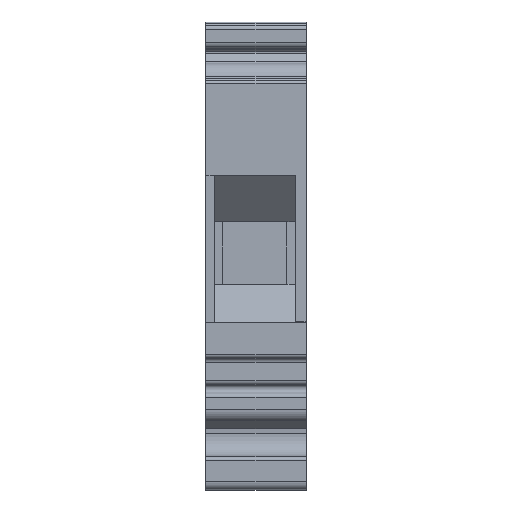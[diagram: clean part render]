
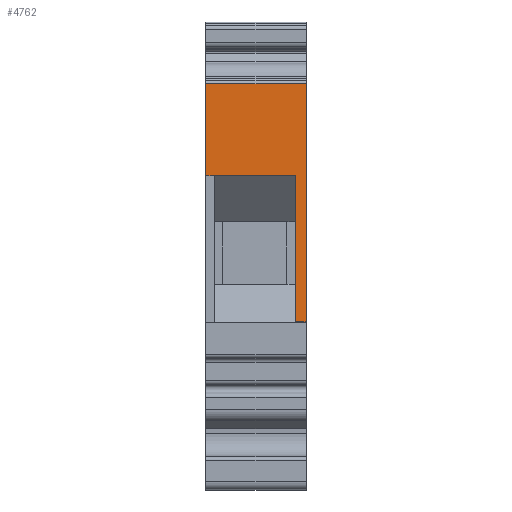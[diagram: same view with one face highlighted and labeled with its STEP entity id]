
A CAD part, left-side view. The second image highlights one B-rep face of the part: STEP entity #4762.
In plain terms, the highlighted planar face has unit normal (-1, 0, 0).
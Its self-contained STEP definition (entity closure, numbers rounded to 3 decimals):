
#31 = VECTOR ( 'NONE', #1863, 1000. ) ;
#34 = ORIENTED_EDGE ( 'NONE', *, *, #2383, .T. ) ;
#104 = EDGE_CURVE ( 'NONE', #5322, #3493, #3189, .T. ) ;
#131 = VECTOR ( 'NONE', #3851, 1000. ) ;
#373 = CARTESIAN_POINT ( 'NONE',  ( -41.35, 1.3, 31.3 ) ) ;
#469 = CARTESIAN_POINT ( 'NONE',  ( -41.35, 12., 31.3 ) ) ;
#530 = LINE ( 'NONE', #6104, #5350 ) ;
#726 = VECTOR ( 'NONE', #5103, 1000. ) ;
#895 = VECTOR ( 'NONE', #2841, 1000. ) ;
#900 = DIRECTION ( 'NONE',  ( 0., -1., 0. ) ) ;
#943 = LINE ( 'NONE', #2375, #131 ) ;
#1001 = CARTESIAN_POINT ( 'NONE',  ( -41.35, 12., 31.3 ) ) ;
#1032 = FACE_OUTER_BOUND ( 'NONE', #2177, .T. ) ;
#1274 = EDGE_CURVE ( 'NONE', #3735, #3493, #4949, .T. ) ;
#1286 = AXIS2_PLACEMENT_3D ( 'NONE', #1001, #2402, #4775 ) ;
#1341 = LINE ( 'NONE', #2275, #4372 ) ;
#1433 = EDGE_CURVE ( 'NONE', #3049, #2915, #530, .T. ) ;
#1500 = CARTESIAN_POINT ( 'NONE',  ( -41.35, 1.3, 31.3 ) ) ;
#1565 = CARTESIAN_POINT ( 'NONE',  ( -41.35, 0., 13.8 ) ) ;
#1586 = VERTEX_POINT ( 'NONE', #1607 ) ;
#1607 = CARTESIAN_POINT ( 'NONE',  ( -41.35, 11., 31.3 ) ) ;
#1849 = ORIENTED_EDGE ( 'NONE', *, *, #3701, .F. ) ;
#1863 = DIRECTION ( 'NONE',  ( 0., 0., 1. ) ) ;
#1924 = CARTESIAN_POINT ( 'NONE',  ( -41.35, 12., 42.305 ) ) ;
#2049 = CARTESIAN_POINT ( 'NONE',  ( -41.35, 0., 42.305 ) ) ;
#2057 = EDGE_CURVE ( 'NONE', #4721, #5322, #3197, .T. ) ;
#2177 = EDGE_LOOP ( 'NONE', ( #34, #1849, #3040, #3520, #4665, #5940, #2289, #3534 ) ) ;
#2225 = LINE ( 'NONE', #6003, #31 ) ;
#2275 = CARTESIAN_POINT ( 'NONE',  ( -41.35, 12., 31.3 ) ) ;
#2289 = ORIENTED_EDGE ( 'NONE', *, *, #104, .T. ) ;
#2375 = CARTESIAN_POINT ( 'NONE',  ( -41.35, 12., 42.305 ) ) ;
#2383 = EDGE_CURVE ( 'NONE', #3735, #4950, #2225, .T. ) ;
#2402 = DIRECTION ( 'NONE',  ( 1., 0., 0. ) ) ;
#2815 = CARTESIAN_POINT ( 'NONE',  ( -41.35, 1.3, 13.809 ) ) ;
#2841 = DIRECTION ( 'NONE',  ( 0., -1., 0. ) ) ;
#2915 = VERTEX_POINT ( 'NONE', #1924 ) ;
#3040 = ORIENTED_EDGE ( 'NONE', *, *, #1433, .F. ) ;
#3049 = VERTEX_POINT ( 'NONE', #469 ) ;
#3116 = DIRECTION ( 'NONE',  ( 0., 0.415, 0.91 ) ) ;
#3189 = LINE ( 'NONE', #2815, #895 ) ;
#3197 = LINE ( 'NONE', #373, #726 ) ;
#3234 = CARTESIAN_POINT ( 'NONE',  ( -41.35, 0.004, 13.809 ) ) ;
#3253 = LINE ( 'NONE', #5131, #4028 ) ;
#3286 = DIRECTION ( 'NONE',  ( 0., 0., 1. ) ) ;
#3470 = EDGE_CURVE ( 'NONE', #1586, #4721, #1341, .T. ) ;
#3493 = VERTEX_POINT ( 'NONE', #3234 ) ;
#3520 = ORIENTED_EDGE ( 'NONE', *, *, #5816, .T. ) ;
#3534 = ORIENTED_EDGE ( 'NONE', *, *, #1274, .F. ) ;
#3701 = EDGE_CURVE ( 'NONE', #2915, #4950, #943, .T. ) ;
#3735 = VERTEX_POINT ( 'NONE', #1565 ) ;
#3775 = DIRECTION ( 'NONE',  ( 0., -1., 0. ) ) ;
#3851 = DIRECTION ( 'NONE',  ( 0., -1., 0. ) ) ;
#4028 = VECTOR ( 'NONE', #900, 1000. ) ;
#4372 = VECTOR ( 'NONE', #3775, 1000. ) ;
#4665 = ORIENTED_EDGE ( 'NONE', *, *, #3470, .T. ) ;
#4721 = VERTEX_POINT ( 'NONE', #1500 ) ;
#4762 = ADVANCED_FACE ( 'NONE', ( #1032 ), #5233, .F. ) ;
#4775 = DIRECTION ( 'NONE',  ( 0., 0., 1. ) ) ;
#4949 = LINE ( 'NONE', #6048, #5459 ) ;
#4950 = VERTEX_POINT ( 'NONE', #2049 ) ;
#5103 = DIRECTION ( 'NONE',  ( 0., 0., -1. ) ) ;
#5131 = CARTESIAN_POINT ( 'NONE',  ( -41.35, 12., 31.3 ) ) ;
#5233 = PLANE ( 'NONE',  #1286 ) ;
#5322 = VERTEX_POINT ( 'NONE', #5859 ) ;
#5350 = VECTOR ( 'NONE', #3286, 1000. ) ;
#5459 = VECTOR ( 'NONE', #3116, 1000. ) ;
#5816 = EDGE_CURVE ( 'NONE', #3049, #1586, #3253, .T. ) ;
#5859 = CARTESIAN_POINT ( 'NONE',  ( -41.35, 1.3, 13.809 ) ) ;
#5940 = ORIENTED_EDGE ( 'NONE', *, *, #2057, .T. ) ;
#6003 = CARTESIAN_POINT ( 'NONE',  ( -41.35, 0., 31.3 ) ) ;
#6048 = CARTESIAN_POINT ( 'NONE',  ( -41.35, 2.05, 18.3 ) ) ;
#6104 = CARTESIAN_POINT ( 'NONE',  ( -41.35, 12., 9.95 ) ) ;
